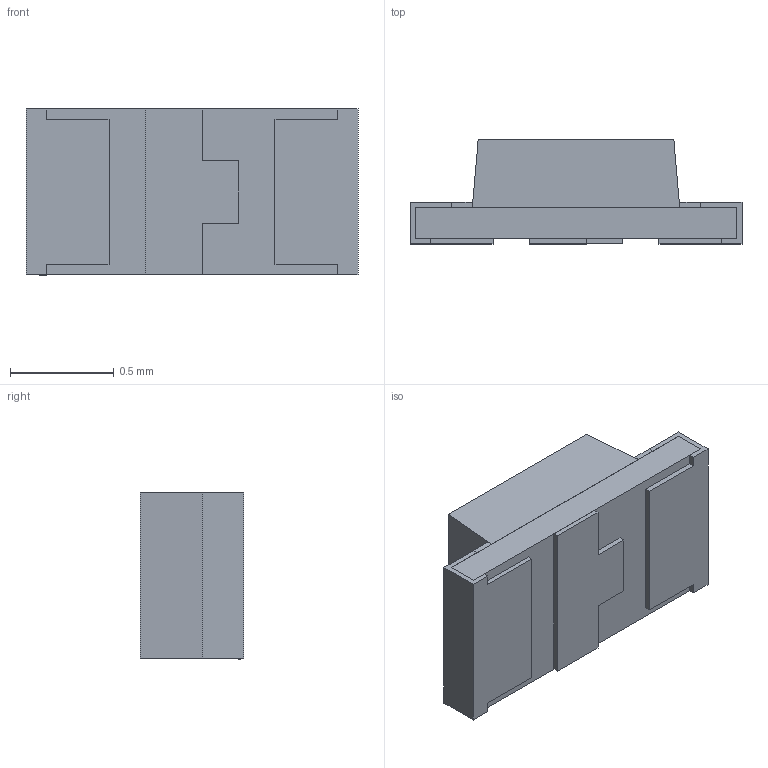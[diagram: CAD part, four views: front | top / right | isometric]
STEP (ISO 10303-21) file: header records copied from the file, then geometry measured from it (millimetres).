
FILE_DESCRIPTION (( 'STEP AP214' ), '1' );
FILE_NAME ('19-217_R6C-AL1M2VY_3T.STEP', '2023-11-23T03:55:52', ( '' ), ( '' ), 'SwSTEP 2.0', 'SolidWorks 2021', '' );
FILE_SCHEMA (( 'AUTOMOTIVE_DESIGN' ));
Length unit declared in the file: millimetre
Products named in the file (1): 19-217_R6C-AL1M2VY_3T
Bounding box: 1.6 x 0.5 x 0.8 mm (x, y, z)
Volume: 0.5 mm3; surface area: 9.4 mm2
Topology: 7 solids, 7 shells, 70 faces, 168 edges, 112 vertices
Faces by surface type: plane 70
Entity records: 2080 total; most frequent: CARTESIAN_POINT 351, ORIENTED_EDGE 336, DIRECTION 310, LINE 168, EDGE_CURVE 168, VECTOR 168, VERTEX_POINT 112, AXIS2_PLACEMENT_3D 71
